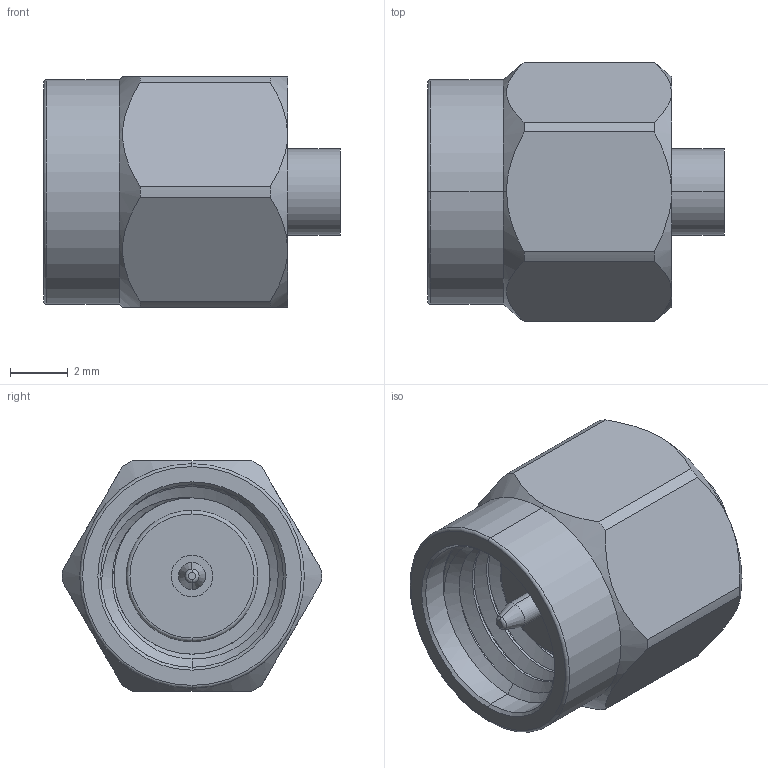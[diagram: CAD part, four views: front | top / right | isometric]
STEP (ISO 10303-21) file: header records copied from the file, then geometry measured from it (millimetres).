
FILE_DESCRIPTION (( 'STEP AP203' ), '1' );
FILE_NAME ('PE4005.step', '2019-07-02T22:28:21', ( '' ), ( '' ), 'SwSTEP 2.0', 'SolidWorks 2018', '' );
FILE_SCHEMA (( 'CONFIG_CONTROL_DESIGN' ));
Length unit declared in the file: inch
Products named in the file (1): PE4005
Bounding box: 10.31 x 9.02 x 8 mm (x, y, z)
Volume: 350.9 mm3; surface area: 514.2 mm2
Topology: 1 solids, 1 shells, 70 faces, 162 edges, 100 vertices
Faces by surface type: cylinder 30, cone 17, plane 14, torus 6, bspline 3
Entity records: 3075 total; most frequent: CARTESIAN_POINT 1469, ORIENTED_EDGE 324, DIRECTION 321, EDGE_CURVE 162, AXIS2_PLACEMENT_3D 138, VERTEX_POINT 100, EDGE_LOOP 76, ADVANCED_FACE 70
